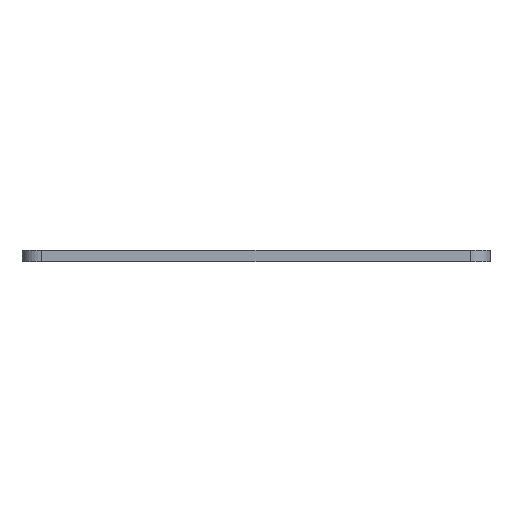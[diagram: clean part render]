
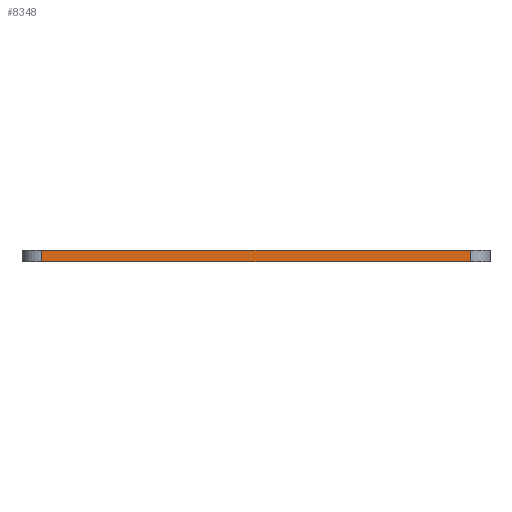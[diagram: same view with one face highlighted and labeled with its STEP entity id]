
A CAD part, left-side view. The second image highlights one B-rep face of the part: STEP entity #8348.
In plain terms, the highlighted planar face has unit normal (-1, 0, 0).
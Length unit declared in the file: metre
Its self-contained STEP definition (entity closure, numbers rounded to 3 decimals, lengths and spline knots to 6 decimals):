
#301=LINE('',#11329,#1070);
#640=LINE('',#12558,#1409);
#641=LINE('',#12561,#1410);
#642=LINE('',#12562,#1411);
#1070=VECTOR('',#9286,1.);
#1409=VECTOR('',#10239,1.);
#1410=VECTOR('',#10240,1.);
#1411=VECTOR('',#10241,1.);
#2996=ORIENTED_EDGE('',*,*,#5267,.T.);
#2997=ORIENTED_EDGE('',*,*,#5268,.T.);
#2998=ORIENTED_EDGE('',*,*,#4708,.F.);
#2999=ORIENTED_EDGE('',*,*,#5269,.T.);
#4708=EDGE_CURVE('',#5979,#5980,#301,.T.);
#5267=EDGE_CURVE('',#6403,#6404,#640,.T.);
#5268=EDGE_CURVE('',#6404,#5980,#641,.T.);
#5269=EDGE_CURVE('',#5979,#6403,#642,.F.);
#5979=VERTEX_POINT('',#11330);
#5980=VERTEX_POINT('',#11331);
#6403=VERTEX_POINT('',#12559);
#6404=VERTEX_POINT('',#12560);
#7148=EDGE_LOOP('',(#2996,#2997,#2998,#2999));
#7669=FACE_BOUND('',#7148,.T.);
#8080=PLANE('',#8994);
#8348=ADVANCED_FACE('',(#7669),#8080,.T.);
#8994=AXIS2_PLACEMENT_3D('',#12557,#10237,#10238);
#9286=DIRECTION('',(0.,1.,0.));
#10237=DIRECTION('',(-1.,0.,0.));
#10238=DIRECTION('',(0.,-1.,0.));
#10239=DIRECTION('',(0.,1.,0.));
#10240=DIRECTION('',(0.,0.,-1.));
#10241=DIRECTION('',(0.,0.,-1.));
#11329=CARTESIAN_POINT('',(-0.049585,0.00939,0.));
#11330=CARTESIAN_POINT('',(-0.049585,-0.04545,0.));
#11331=CARTESIAN_POINT('',(-0.049585,0.06423,0.));
#12557=CARTESIAN_POINT('',(-0.049585,0.00939,0.003));
#12558=CARTESIAN_POINT('',(-0.049585,0.00939,0.003));
#12559=CARTESIAN_POINT('',(-0.049585,-0.04545,0.003));
#12560=CARTESIAN_POINT('',(-0.049585,0.06423,0.003));
#12561=CARTESIAN_POINT('',(-0.049585,0.06423,0.));
#12562=CARTESIAN_POINT('',(-0.049585,-0.04545,0.003));
